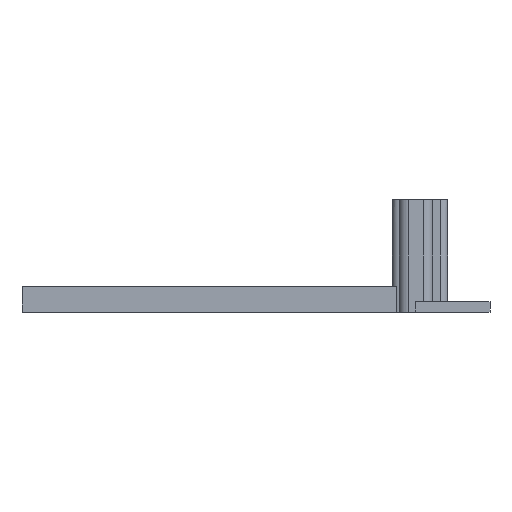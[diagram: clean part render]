
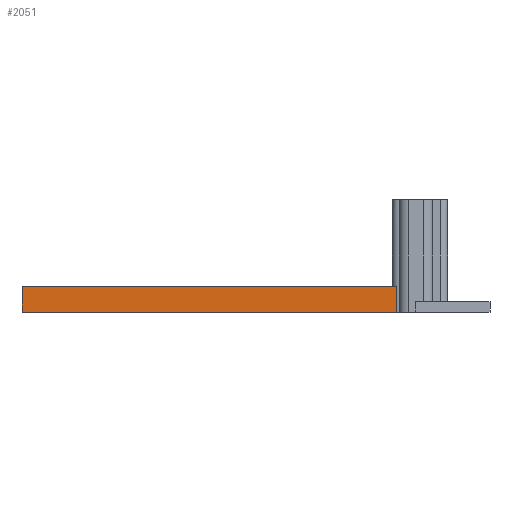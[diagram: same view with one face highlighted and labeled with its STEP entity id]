
A CAD part, front view. The second image highlights one B-rep face of the part: STEP entity #2051.
In plain terms, the highlighted free-form (B-spline) face has degree [1, 1] with [2, 2] control points.
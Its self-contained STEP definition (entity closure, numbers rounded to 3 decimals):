
#1700 = VERTEX_POINT('',#1701);
#1701 = CARTESIAN_POINT('',(0.,-47.659,0.));
#1706 = EDGE_CURVE('',#1700,#1707,#1709,.T.);
#1707 = VERTEX_POINT('',#1708);
#1708 = CARTESIAN_POINT('',(-48.103,-47.659,0.));
#1709 = B_SPLINE_CURVE_WITH_KNOTS('',1,(#1710,#1711),.UNSPECIFIED.,.F.,
  .F.,(2,2),(-50.,0.),.PIECEWISE_BEZIER_KNOTS.);
#1710 = CARTESIAN_POINT('',(0.,-47.659,0.));
#1711 = CARTESIAN_POINT('',(-48.103,-47.659,0.));
#1793 = VERTEX_POINT('',#1794);
#1794 = CARTESIAN_POINT('',(0.,-47.659,3.271));
#1799 = EDGE_CURVE('',#1793,#1700,#1800,.T.);
#1800 = B_SPLINE_CURVE_WITH_KNOTS('',1,(#1801,#1802),.UNSPECIFIED.,.F.,
  .F.,(2,2),(0.,3.4),.PIECEWISE_BEZIER_KNOTS.);
#1801 = CARTESIAN_POINT('',(0.,-47.659,3.271));
#1802 = CARTESIAN_POINT('',(0.,-47.659,0.));
#2033 = EDGE_CURVE('',#2034,#1707,#2036,.T.);
#2034 = VERTEX_POINT('',#2035);
#2035 = CARTESIAN_POINT('',(-48.103,-47.659,
    3.271));
#2036 = B_SPLINE_CURVE_WITH_KNOTS('',1,(#2037,#2038),.UNSPECIFIED.,.F.,
  .F.,(2,2),(0.,3.4),.PIECEWISE_BEZIER_KNOTS.);
#2037 = CARTESIAN_POINT('',(-48.103,-47.659,
    3.271));
#2038 = CARTESIAN_POINT('',(-48.103,-47.659,0.));
#2051 = ADVANCED_FACE('',(#2052),#2062,.T.);
#2052 = FACE_BOUND('',#2053,.T.);
#2053 = EDGE_LOOP('',(#2054,#2055,#2056,#2061));
#2054 = ORIENTED_EDGE('',*,*,#1706,.F.);
#2055 = ORIENTED_EDGE('',*,*,#1799,.F.);
#2056 = ORIENTED_EDGE('',*,*,#2057,.T.);
#2057 = EDGE_CURVE('',#1793,#2034,#2058,.T.);
#2058 = B_SPLINE_CURVE_WITH_KNOTS('',1,(#2059,#2060),.UNSPECIFIED.,.F.,
  .F.,(2,2),(-50.,0.),.PIECEWISE_BEZIER_KNOTS.);
#2059 = CARTESIAN_POINT('',(0.,-47.659,3.271));
#2060 = CARTESIAN_POINT('',(-48.103,-47.659,
    3.271));
#2061 = ORIENTED_EDGE('',*,*,#2033,.T.);
#2062 = B_SPLINE_SURFACE_WITH_KNOTS('',1,1,(
    (#2063,#2064)
    ,(#2065,#2066
    )),.UNSPECIFIED.,.F.,.F.,.F.,(2,2),(2,2),(0.,50.),(-3.4,0.),
  .PIECEWISE_BEZIER_KNOTS.);
#2063 = CARTESIAN_POINT('',(-48.103,-47.659,0.));
#2064 = CARTESIAN_POINT('',(-48.103,-47.659,
    3.271));
#2065 = CARTESIAN_POINT('',(0.,-47.659,0.));
#2066 = CARTESIAN_POINT('',(0.,-47.659,3.271));
